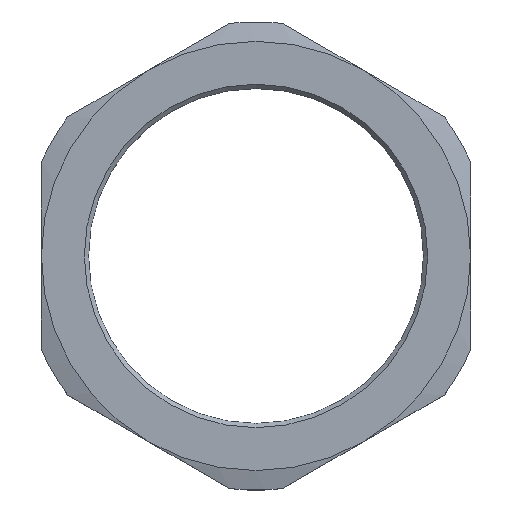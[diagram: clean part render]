
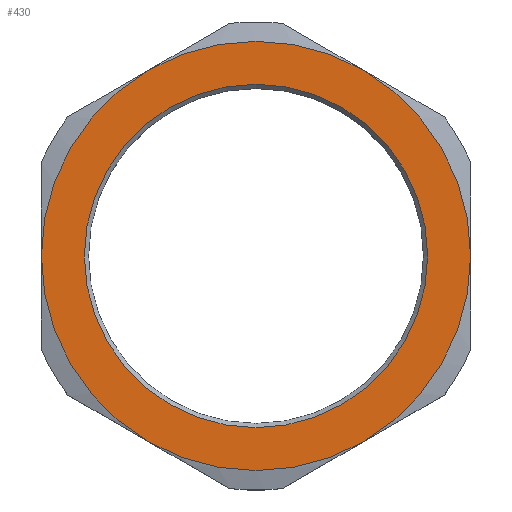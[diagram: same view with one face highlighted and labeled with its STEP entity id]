
A CAD part, top view. The second image highlights one B-rep face of the part: STEP entity #430.
In plain terms, the highlighted planar face has unit normal (0, 0, 1).
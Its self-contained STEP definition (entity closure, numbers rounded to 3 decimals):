
#51=PLANE('',#482);
#60=CIRCLE('',#469,27.5);
#61=CIRCLE('',#471,27.5);
#64=CIRCLE('',#475,27.5);
#66=CIRCLE('',#478,27.5);
#68=CIRCLE('',#481,27.5);
#69=CIRCLE('',#483,27.5);
#70=CIRCLE('',#484,22.);
#107=ORIENTED_EDGE('',*,*,#220,.F.);
#108=ORIENTED_EDGE('',*,*,#226,.F.);
#109=ORIENTED_EDGE('',*,*,#234,.F.);
#110=ORIENTED_EDGE('',*,*,#235,.F.);
#111=ORIENTED_EDGE('',*,*,#230,.F.);
#112=ORIENTED_EDGE('',*,*,#218,.F.);
#113=ORIENTED_EDGE('',*,*,#236,.T.);
#218=EDGE_CURVE('',#282,#279,#60,.T.);
#220=EDGE_CURVE('',#284,#282,#61,.T.);
#226=EDGE_CURVE('',#288,#284,#64,.T.);
#230=EDGE_CURVE('',#279,#289,#66,.T.);
#234=EDGE_CURVE('',#294,#288,#68,.T.);
#235=EDGE_CURVE('',#289,#294,#69,.T.);
#236=EDGE_CURVE('',#295,#295,#70,.T.);
#279=VERTEX_POINT('',#658);
#282=VERTEX_POINT('',#666);
#284=VERTEX_POINT('',#674);
#288=VERTEX_POINT('',#694);
#289=VERTEX_POINT('',#701);
#294=VERTEX_POINT('',#722);
#295=VERTEX_POINT('',#727);
#348=EDGE_LOOP('',(#107,#108,#109,#110,#111,#112));
#349=EDGE_LOOP('',(#113));
#382=FACE_BOUND('',#348,.T.);
#383=FACE_BOUND('',#349,.T.);
#430=ADVANCED_FACE('',(#382,#383),#51,.F.);
#469=AXIS2_PLACEMENT_3D('',#667,#530,#531);
#471=AXIS2_PLACEMENT_3D('',#675,#534,#535);
#475=AXIS2_PLACEMENT_3D('',#695,#542,#543);
#478=AXIS2_PLACEMENT_3D('',#709,#548,#549);
#481=AXIS2_PLACEMENT_3D('',#723,#554,#555);
#482=AXIS2_PLACEMENT_3D('',#724,#556,#557);
#483=AXIS2_PLACEMENT_3D('',#725,#558,#559);
#484=AXIS2_PLACEMENT_3D('',#726,#560,#561);
#530=DIRECTION('',(0.,0.,-1.));
#531=DIRECTION('',(-1.,0.,0.));
#534=DIRECTION('',(0.,0.,-1.));
#535=DIRECTION('',(-1.,0.,0.));
#542=DIRECTION('',(0.,0.,-1.));
#543=DIRECTION('',(-1.,0.,0.));
#548=DIRECTION('',(0.,0.,-1.));
#549=DIRECTION('',(-1.,0.,0.));
#554=DIRECTION('',(0.,0.,-1.));
#555=DIRECTION('',(-1.,0.,0.));
#556=DIRECTION('',(0.,0.,-1.));
#557=DIRECTION('',(-1.,0.,0.));
#558=DIRECTION('',(0.,0.,-1.));
#559=DIRECTION('',(-1.,0.,0.));
#560=DIRECTION('',(0.,0.,-1.));
#561=DIRECTION('',(-1.,0.,0.));
#658=CARTESIAN_POINT('',(27.5,0.,7.));
#666=CARTESIAN_POINT('',(13.75,23.816,7.));
#667=CARTESIAN_POINT('',(0.,0.,7.));
#674=CARTESIAN_POINT('',(-13.75,23.816,7.));
#675=CARTESIAN_POINT('',(0.,0.,7.));
#694=CARTESIAN_POINT('',(-27.5,0.,7.));
#695=CARTESIAN_POINT('',(0.,0.,7.));
#701=CARTESIAN_POINT('',(13.75,-23.816,7.));
#709=CARTESIAN_POINT('',(0.,0.,7.));
#722=CARTESIAN_POINT('',(-13.75,-23.816,7.));
#723=CARTESIAN_POINT('',(0.,0.,7.));
#724=CARTESIAN_POINT('',(0.,0.,7.));
#725=CARTESIAN_POINT('',(0.,0.,7.));
#726=CARTESIAN_POINT('',(0.,0.,7.));
#727=CARTESIAN_POINT('',(-22.,0.,7.));
